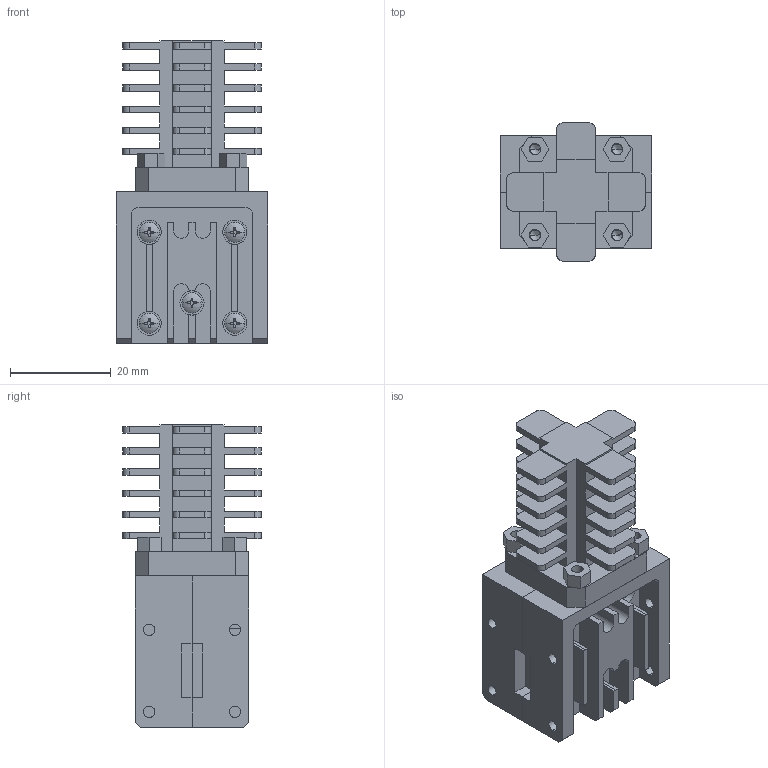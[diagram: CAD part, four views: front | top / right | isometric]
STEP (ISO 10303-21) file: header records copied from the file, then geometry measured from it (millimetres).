
FILE_DESCRIPTION (( 'STEP AP214' ), '1' );
FILE_NAME ('SNF-42-I5-H.STEP', '2019-01-24T01:24:42', ( '' ), ( '' ), 'SwSTEP 2.0', 'SolidWorks 2016', '' );
FILE_SCHEMA (( 'AUTOMOTIVE_DESIGN' ));
Length unit declared in the file: inch
Products named in the file (1): SNF-42-I5-H
Bounding box: 30 x 27.43 x 59.97 mm (x, y, z)
Volume: 22052.9 mm3; surface area: 16872.2 mm2
Topology: 13 solids, 13 shells, 1720 faces, 4833 edges, 3214 vertices
Faces by surface type: plane 797, bspline 527, cylinder 370, cone 16, sphere 10
Entity records: 101785 total; most frequent: CARTESIAN_POINT 39395, ORIENTED_EDGE 9650, DIRECTION 6125, EDGE_CURVE 4825, VERTEX_POINT 3214, VECTOR 2837, LINE 2837, EDGE_LOOP 1853
